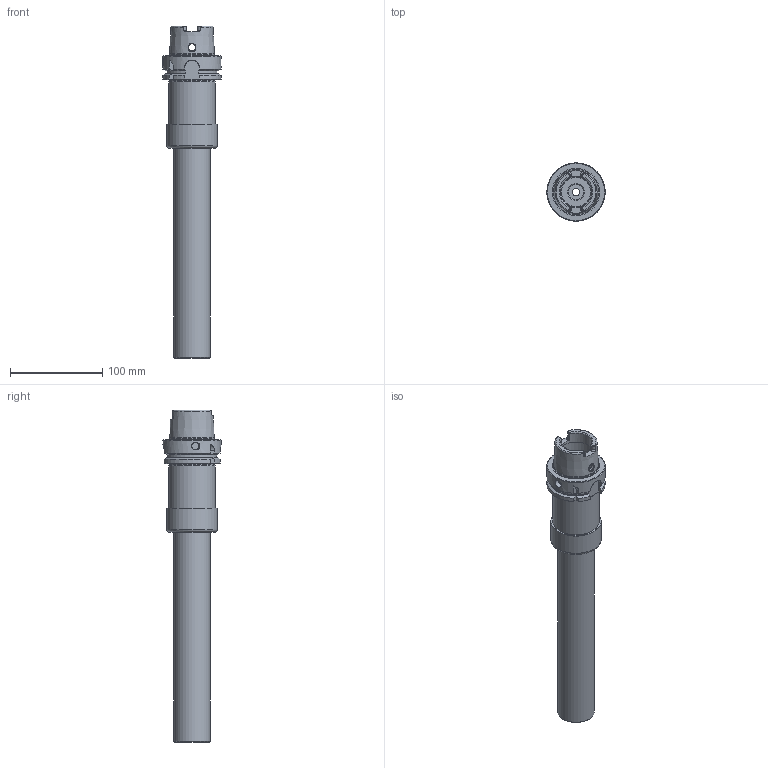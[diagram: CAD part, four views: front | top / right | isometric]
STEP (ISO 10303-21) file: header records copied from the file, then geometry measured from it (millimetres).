
FILE_DESCRIPTION(/* description */ (''),/* implementation_level */ '2;1');
FILE_NAME(/* name */ '886516170.stp',/* time_stamp */ '2021-07-28T09:03:55',/* author */ ('LRA'),/* organization */ ('REGO-FIX'),/* preprocessor_version */ ' Unknown',/* originating_system */ 'SIEMENS PLM Software Solid Edge ST10',/* authorization */ 'Unknown');
FILE_SCHEMA (('AUTOMOTIVE_DESIGN { 1 0 10303 214 2 1 1}'));
Length unit declared in the file: millimetre
Products named in the file (1): NOCUT
Bounding box: 63 x 63 x 359 mm (x, y, z)
Volume: 458039.8 mm3; surface area: 87301 mm2
Topology: 1 solids, 3 shells, 181 faces, 445 edges, 278 vertices
Faces by surface type: plane 54, cylinder 49, cone 45, torus 33
Full cylindrical faces by diameter (mm): 7.5 x2, 8.4 x1, 8.5 x1, 10 x1, 10.1 x1, 10.106 x1, 13 x1, 16.917 x1, 20 x1, 23.5 x1, 30.5 x1, 31.6 x1, 33 x1, 34 x2, 40 x2, 40.2 x1, 42 x1, 45 x1, 48.129 x1, 48.376 x2, 49.3 x1, 50 x1, 50.05 x1, 51.3 x1, 54.8 x1, 63 x1
Entity records: 6279 total; most frequent: CARTESIAN_POINT 1205, DIRECTION 800, ORIENTED_EDGE 672, AXIS2_PLACEMENT_3D 355, EDGE_CURVE 336, EDGE_LOOP 283, FACE_BOUND 283, VERTEX_POINT 253
